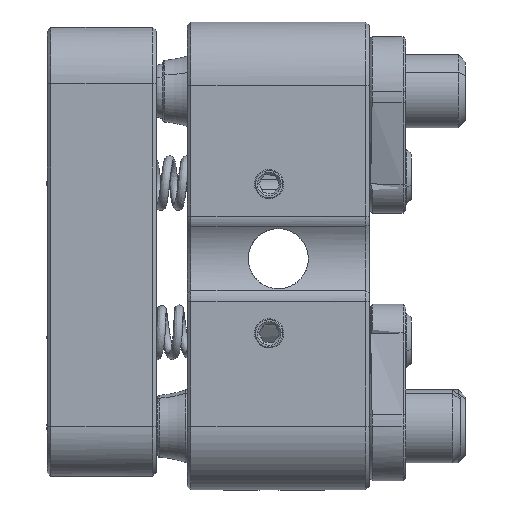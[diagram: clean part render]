
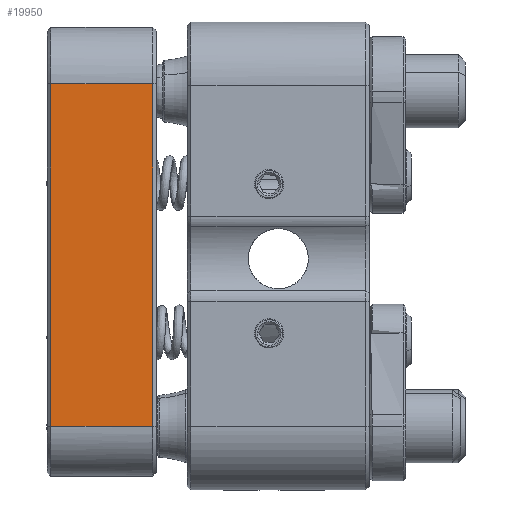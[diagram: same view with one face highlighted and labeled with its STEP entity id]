
A CAD part, front view. The second image highlights one B-rep face of the part: STEP entity #19950.
In plain terms, the highlighted planar face has unit normal (0, -1, 0).
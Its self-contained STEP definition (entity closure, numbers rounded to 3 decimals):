
#536 = CARTESIAN_POINT ( 'NONE',  ( -12.169, -11.95, -9.2 ) ) ;
#848 = ORIENTED_EDGE ( 'NONE', *, *, #9307, .F. ) ;
#1144 = CARTESIAN_POINT ( 'NONE',  ( -12.169, -11.95, 9.6 ) ) ;
#1736 = DIRECTION ( 'NONE',  ( 0., 1., 0. ) ) ;
#2418 = CARTESIAN_POINT ( 'NONE',  ( -17.769, -11.95, 3.333 ) ) ;
#3802 = B_SPLINE_CURVE_WITH_KNOTS ( 'NONE', 3,
 ( #27099, #15186, #19691, #17364 ),
 .UNSPECIFIED., .F., .F.,
 ( 4, 4 ),
 ( 0., 1. ),
 .UNSPECIFIED. ) ;
#5136 = EDGE_LOOP ( 'NONE', ( #848, #28866, #24601, #14323 ) ) ;
#5283 = CARTESIAN_POINT ( 'NONE',  ( -12.169, -11.95, -9.2 ) ) ;
#5786 = DIRECTION ( 'NONE',  ( 1., 0., 0. ) ) ;
#5934 = CARTESIAN_POINT ( 'NONE',  ( -11.969, -11.95, 12.7 ) ) ;
#6868 = CARTESIAN_POINT ( 'NONE',  ( -17.769, -11.95, -9.2 ) ) ;
#7634 = CARTESIAN_POINT ( 'NONE',  ( -12.169, -11.95, -9.2 ) ) ;
#7926 = CARTESIAN_POINT ( 'NONE',  ( -12.169, -11.95, -2.933 ) ) ;
#7939 = CARTESIAN_POINT ( 'NONE',  ( -14.036, -11.95, -9.2 ) ) ;
#9307 = EDGE_CURVE ( 'NONE', #15141, #26328, #17481, .T. ) ;
#9362 = EDGE_CURVE ( 'NONE', #24178, #15141, #3802, .T. ) ;
#10786 = CARTESIAN_POINT ( 'NONE',  ( -17.769, -11.95, 9.6 ) ) ;
#12549 = CARTESIAN_POINT ( 'NONE',  ( -12.169, -11.95, 9.6 ) ) ;
#13525 = PLANE ( 'NONE',  #18003 ) ;
#14323 = ORIENTED_EDGE ( 'NONE', *, *, #18453, .F. ) ;
#14802 = B_SPLINE_CURVE_WITH_KNOTS ( 'NONE', 3,
 ( #28742, #2418, #16973, #19152 ),
 .UNSPECIFIED., .F., .F.,
 ( 4, 4 ),
 ( 0., 1. ),
 .UNSPECIFIED. ) ;
#15141 = VERTEX_POINT ( 'NONE', #1144 ) ;
#15186 = CARTESIAN_POINT ( 'NONE',  ( -15.903, -11.95, 9.6 ) ) ;
#16919 = CARTESIAN_POINT ( 'NONE',  ( -17.769, -11.95, -9.2 ) ) ;
#16973 = CARTESIAN_POINT ( 'NONE',  ( -17.769, -11.95, -2.933 ) ) ;
#17364 = CARTESIAN_POINT ( 'NONE',  ( -12.169, -11.95, 9.6 ) ) ;
#17444 = VERTEX_POINT ( 'NONE', #6868 ) ;
#17481 = B_SPLINE_CURVE_WITH_KNOTS ( 'NONE', 3,
 ( #12549, #21991, #7926, #5283 ),
 .UNSPECIFIED., .F., .F.,
 ( 4, 4 ),
 ( 0., 1. ),
 .UNSPECIFIED. ) ;
#18003 = AXIS2_PLACEMENT_3D ( 'NONE', #5934, #1736, #5786 ) ;
#18453 = EDGE_CURVE ( 'NONE', #26328, #17444, #18611, .T. ) ;
#18611 = B_SPLINE_CURVE_WITH_KNOTS ( 'NONE', 3,
 ( #7634, #7939, #23735, #16919 ),
 .UNSPECIFIED., .F., .F.,
 ( 4, 4 ),
 ( 0., 1. ),
 .UNSPECIFIED. ) ;
#19152 = CARTESIAN_POINT ( 'NONE',  ( -17.769, -11.95, -9.2 ) ) ;
#19691 = CARTESIAN_POINT ( 'NONE',  ( -14.036, -11.95, 9.6 ) ) ;
#19950 = ADVANCED_FACE ( 'NONE', ( #25141 ), #13525, .F. ) ;
#21991 = CARTESIAN_POINT ( 'NONE',  ( -12.169, -11.95, 3.333 ) ) ;
#23735 = CARTESIAN_POINT ( 'NONE',  ( -15.903, -11.95, -9.2 ) ) ;
#24178 = VERTEX_POINT ( 'NONE', #10786 ) ;
#24601 = ORIENTED_EDGE ( 'NONE', *, *, #30048, .T. ) ;
#25141 = FACE_OUTER_BOUND ( 'NONE', #5136, .T. ) ;
#26328 = VERTEX_POINT ( 'NONE', #536 ) ;
#27099 = CARTESIAN_POINT ( 'NONE',  ( -17.769, -11.95, 9.6 ) ) ;
#28742 = CARTESIAN_POINT ( 'NONE',  ( -17.769, -11.95, 9.6 ) ) ;
#28866 = ORIENTED_EDGE ( 'NONE', *, *, #9362, .F. ) ;
#30048 = EDGE_CURVE ( 'NONE', #24178, #17444, #14802, .T. ) ;
